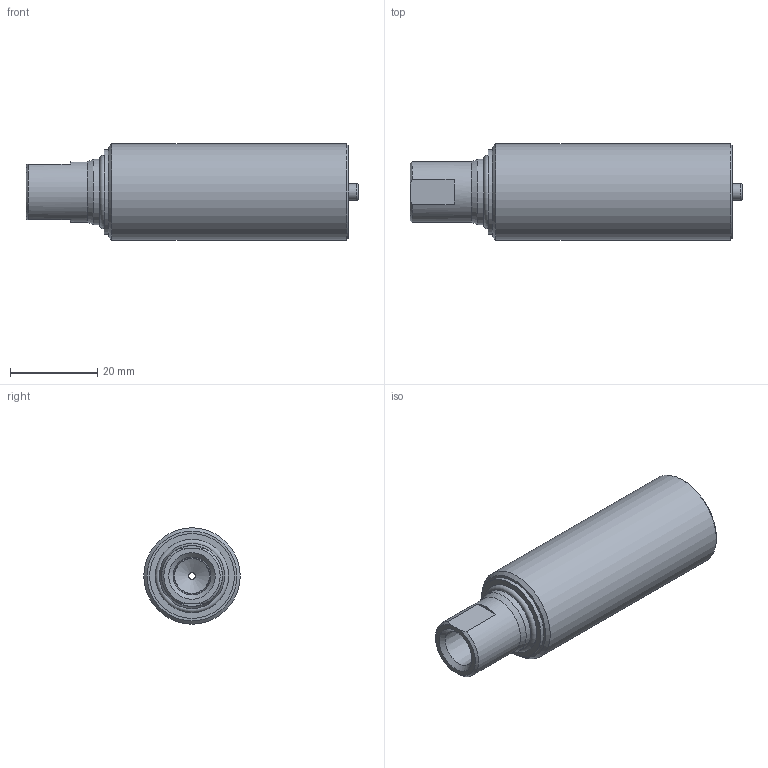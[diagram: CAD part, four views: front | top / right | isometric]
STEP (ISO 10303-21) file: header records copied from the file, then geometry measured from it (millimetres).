
FILE_DESCRIPTION(/* description */ (''),/* implementation_level */ '2;1');
FILE_NAME(/* name */ '60MP0340.stp',/* time_stamp */ '2019-12-09T11:44:41-06:00',/* author */ ('scott.gulden'),/* organization */ ('FasTest,Inc.'),/* preprocessor_version */ 'ST-DEVELOPER v17.2',/* originating_system */ 'Autodesk Inventor 2019',/* authorisation */ '');
FILE_SCHEMA (('AUTOMOTIVE_DESIGN { 1 0 10303 214 3 1 1 }'));
Length unit declared in the file: inch
Products named in the file (1): 60MP0340
Bounding box: 76.3 x 22.15 x 22.15 mm (x, y, z)
Volume: 22538.9 mm3; surface area: 6792.9 mm2
Topology: 1 solids, 1 shells, 121 faces, 340 edges, 228 vertices
Faces by surface type: plane 37, cylinder 33, cone 29, torus 22
Full cylindrical faces by diameter (mm): 1.524 x1, 2.896 x1, 3.835 x1, 7.95 x1, 13.97 x1, 14.961 x1, 19.05 x1, 19.507 x1, 22.149 x1
Entity records: 4203 total; most frequent: CARTESIAN_POINT 1094, ORIENTED_EDGE 680, DIRECTION 650, EDGE_CURVE 340, AXIS2_PLACEMENT_3D 276, VERTEX_POINT 228, CIRCLE 154, EDGE_LOOP 130
